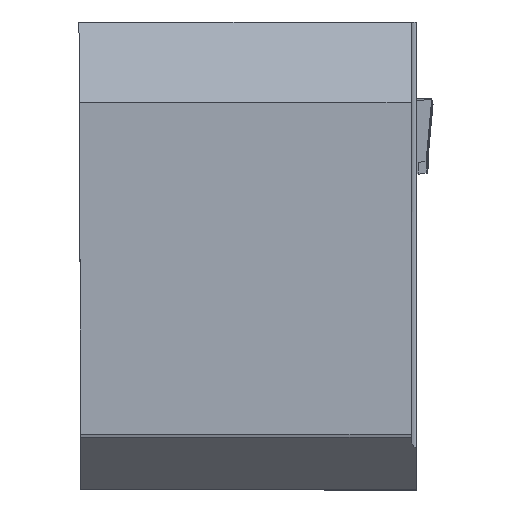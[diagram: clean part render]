
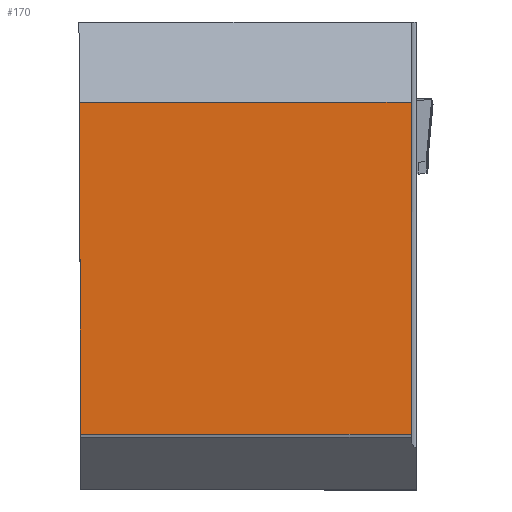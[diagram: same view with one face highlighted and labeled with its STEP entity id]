
A CAD part, top view. The second image highlights one B-rep face of the part: STEP entity #170.
In plain terms, the highlighted planar face has unit normal (0, 0, 1).
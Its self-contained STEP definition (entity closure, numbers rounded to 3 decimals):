
#170=ADVANCED_FACE('',(#288),#248,.T.);
#248=PLANE('',#1620);
#288=FACE_OUTER_BOUND('',#367,.T.);
#367=EDGE_LOOP('',(#711,#712,#713,#714));
#464=LINE('',#2115,#566);
#470=LINE('',#2127,#572);
#473=LINE('',#2133,#575);
#474=LINE('',#2134,#576);
#566=VECTOR('',#1737,1.);
#572=VECTOR('',#1745,1.);
#575=VECTOR('',#1750,1.);
#576=VECTOR('',#1751,1.);
#711=ORIENTED_EDGE('',*,*,#1287,.T.);
#712=ORIENTED_EDGE('',*,*,#1284,.T.);
#713=ORIENTED_EDGE('',*,*,#1288,.F.);
#714=ORIENTED_EDGE('',*,*,#1278,.F.);
#1126=VERTEX_POINT('',#2114);
#1127=VERTEX_POINT('',#2116);
#1131=VERTEX_POINT('',#2126);
#1132=VERTEX_POINT('',#2128);
#1278=EDGE_CURVE('',#1126,#1127,#464,.T.);
#1284=EDGE_CURVE('',#1132,#1131,#470,.T.);
#1287=EDGE_CURVE('',#1126,#1132,#473,.T.);
#1288=EDGE_CURVE('',#1127,#1131,#474,.T.);
#1620=AXIS2_PLACEMENT_3D('',#2135,#1752,#1753);
#1737=DIRECTION('',(0.,-1.,0.));
#1745=DIRECTION('',(0.004,-1.,0.));
#1750=DIRECTION('',(-1.,0.,0.));
#1751=DIRECTION('',(-1.,0.,0.));
#1752=DIRECTION('',(0.,0.,1.));
#1753=DIRECTION('',(-1.,0.,0.));
#2114=CARTESIAN_POINT('',(39.85,39.85,0.));
#2115=CARTESIAN_POINT('',(39.85,100.,0.));
#2116=CARTESIAN_POINT('',(39.85,0.,0.));
#2126=CARTESIAN_POINT('',(0.174,0.,0.));
#2127=CARTESIAN_POINT('',(-0.262,99.825,0.));
#2128=CARTESIAN_POINT('',(0.,39.85,0.));
#2133=CARTESIAN_POINT('',(139.85,39.85,0.));
#2134=CARTESIAN_POINT('',(139.85,0.,0.));
#2135=CARTESIAN_POINT('',(39.85,100.,0.));
